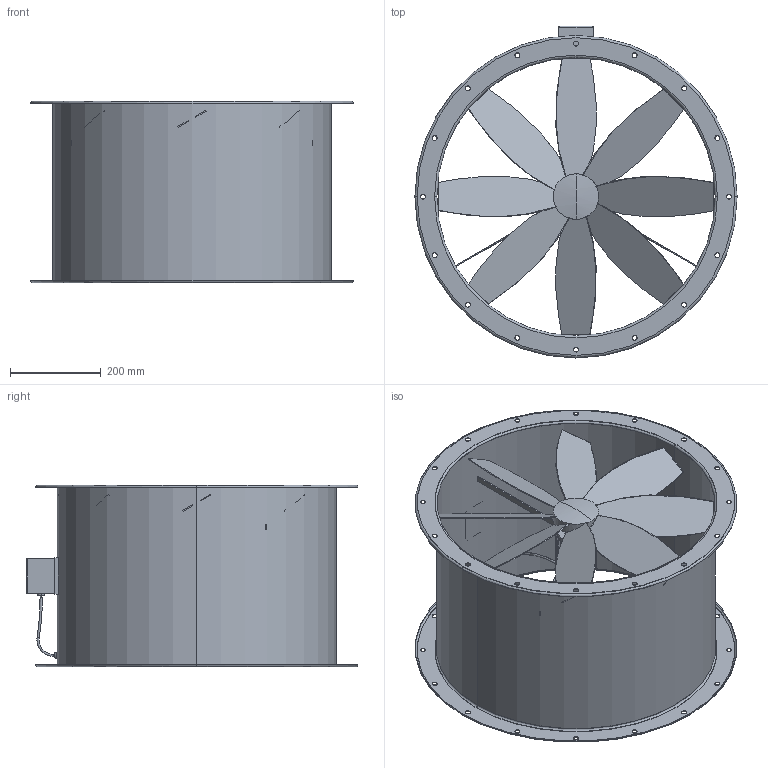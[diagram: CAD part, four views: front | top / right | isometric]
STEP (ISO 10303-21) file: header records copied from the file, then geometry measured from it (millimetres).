
FILE_DESCRIPTION (( 'STEP AP214' ), '1' );
FILE_NAME ('DZR 60-6B.step', '2009-06-28T23:07:43', ( 'Wolfgang Schmidt' ), ( 'WS-KO' ), 'SwSTEP 2.0', 'SolidWorks 2008', '' );
FILE_SCHEMA (( 'AUTOMOTIVE_DESIGN' ));
Length unit declared in the file: millimetre
Products named in the file (1): DZR 60-6B
Bounding box: 710 x 731 x 400 mm (x, y, z)
Volume: 2612612.9 mm3; surface area: 2483355.6 mm2
Topology: 6 solids, 6 shells, 339 faces, 860 edges, 563 vertices
Faces by surface type: cylinder 138, plane 103, torus 76, bspline 16, sphere 6
Entity records: 12298 total; most frequent: CARTESIAN_POINT 4015, ORIENTED_EDGE 1712, DIRECTION 1588, EDGE_CURVE 856, AXIS2_PLACEMENT_3D 664, VERTEX_POINT 561, EDGE_LOOP 439, CIRCLE 340
